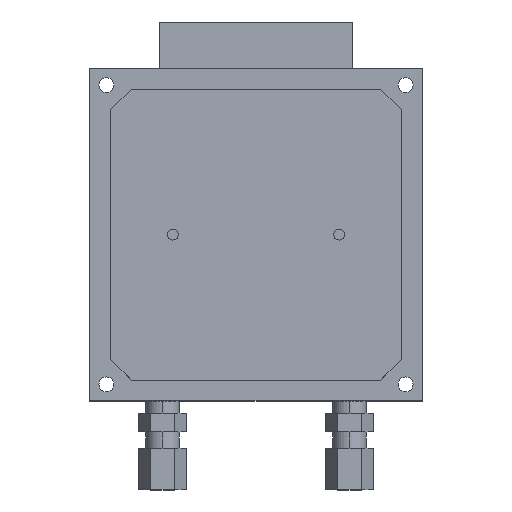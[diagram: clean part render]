
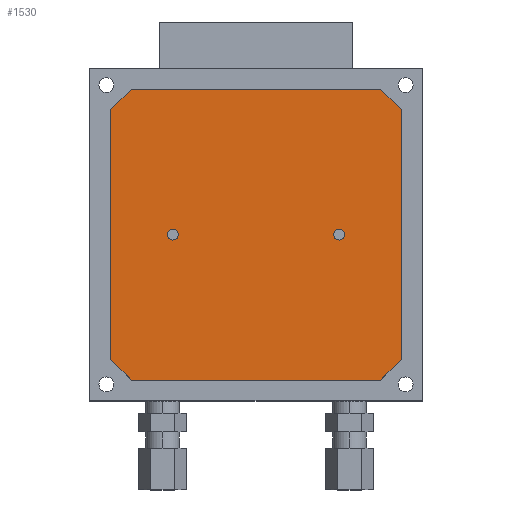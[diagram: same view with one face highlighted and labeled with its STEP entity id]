
A CAD part, top view. The second image highlights one B-rep face of the part: STEP entity #1530.
In plain terms, the highlighted planar face has unit normal (0, 0, 1).
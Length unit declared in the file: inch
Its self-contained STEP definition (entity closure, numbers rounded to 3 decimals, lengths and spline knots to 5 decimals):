
#10 = CARTESIAN_POINT ( 'NONE',  ( 39.12543, 20.21453, 1.633 ) ) ;
#42 = EDGE_CURVE ( 'NONE', #1709, #1512, #2078, .T. ) ;
#146 = VERTEX_POINT ( 'NONE', #729 ) ;
#197 = EDGE_CURVE ( 'NONE', #576, #1828, #1579, .T. ) ;
#253 = CARTESIAN_POINT ( 'NONE',  ( 35.87543, 20.46453, 1.633 ) ) ;
#304 = FACE_BOUND ( 'NONE', #466, .T. ) ;
#374 = LINE ( 'NONE', #1964, #2739 ) ;
#383 = ORIENTED_EDGE ( 'NONE', *, *, #197, .F. ) ;
#392 = DIRECTION ( 'NONE',  ( 1., 0., 0. ) ) ;
#432 = ORIENTED_EDGE ( 'NONE', *, *, #2091, .F. ) ;
#458 = ORIENTED_EDGE ( 'NONE', *, *, #1949, .T. ) ;
#466 = EDGE_LOOP ( 'NONE', ( #458, #1076 ) ) ;
#506 = CIRCLE ( 'NONE', #2530, 0.065 ) ;
#556 = LINE ( 'NONE', #1172, #1179 ) ;
#576 = VERTEX_POINT ( 'NONE', #10 ) ;
#602 = CARTESIAN_POINT ( 'NONE',  ( 36.69043, 21.96453, 1.633 ) ) ;
#623 = VERTEX_POINT ( 'NONE', #2276 ) ;
#625 = EDGE_LOOP ( 'NONE', ( #432, #2868, #1710, #2326, #1199, #2399, #2749, #383 ) ) ;
#627 = LINE ( 'NONE', #1513, #2440 ) ;
#674 = LINE ( 'NONE', #852, #2961 ) ;
#729 = CARTESIAN_POINT ( 'NONE',  ( 39.37543, 23.46453, 1.633 ) ) ;
#787 = EDGE_CURVE ( 'NONE', #2420, #146, #627, .T. ) ;
#804 = DIRECTION ( 'NONE',  ( -1., 0., 0. ) ) ;
#852 = CARTESIAN_POINT ( 'NONE',  ( 39.37543, 23.46453, 1.633 ) ) ;
#988 = VECTOR ( 'NONE', #1914, 39.37008 ) ;
#1065 = DIRECTION ( 'NONE',  ( 0., 0., 1. ) ) ;
#1076 = ORIENTED_EDGE ( 'NONE', *, *, #2497, .T. ) ;
#1084 = DIRECTION ( 'NONE',  ( 1., 0., 0. ) ) ;
#1097 = CARTESIAN_POINT ( 'NONE',  ( 38.69043, 21.96453, 1.633 ) ) ;
#1110 = AXIS2_PLACEMENT_3D ( 'NONE', #1113, #2695, #1336 ) ;
#1113 = CARTESIAN_POINT ( 'NONE',  ( 36.62543, 21.96453, 1.633 ) ) ;
#1149 = ORIENTED_EDGE ( 'NONE', *, *, #2744, .T. ) ;
#1172 = CARTESIAN_POINT ( 'NONE',  ( 39.37543, 20.46453, 1.633 ) ) ;
#1179 = VECTOR ( 'NONE', #2112, 39.37008 ) ;
#1186 = CARTESIAN_POINT ( 'NONE',  ( 38.62543, 21.96453, 1.633 ) ) ;
#1195 = DIRECTION ( 'NONE',  ( 0., 1., 0. ) ) ;
#1199 = ORIENTED_EDGE ( 'NONE', *, *, #1374, .F. ) ;
#1248 = CARTESIAN_POINT ( 'NONE',  ( 35.87543, 23.46453, 1.633 ) ) ;
#1291 = AXIS2_PLACEMENT_3D ( 'NONE', #2887, #1065, #392 ) ;
#1301 = DIRECTION ( 'NONE',  ( 0.707, 0.707, 0. ) ) ;
#1336 = DIRECTION ( 'NONE',  ( -1., 0., 0. ) ) ;
#1355 = VECTOR ( 'NONE', #1301, 39.37008 ) ;
#1374 = EDGE_CURVE ( 'NONE', #2203, #623, #2618, .T. ) ;
#1387 = CIRCLE ( 'NONE', #1666, 0.065 ) ;
#1401 = VERTEX_POINT ( 'NONE', #1804 ) ;
#1410 = DIRECTION ( 'NONE',  ( -1., 0., 0. ) ) ;
#1439 = EDGE_CURVE ( 'NONE', #146, #2438, #674, .T. ) ;
#1475 = CARTESIAN_POINT ( 'NONE',  ( 36.62543, 21.96453, 1.633 ) ) ;
#1489 = DIRECTION ( 'NONE',  ( 0., -1., 0. ) ) ;
#1501 = EDGE_CURVE ( 'NONE', #623, #2420, #374, .T. ) ;
#1512 = VERTEX_POINT ( 'NONE', #1097 ) ;
#1513 = CARTESIAN_POINT ( 'NONE',  ( 39.12543, 23.71453, 1.633 ) ) ;
#1530 = ADVANCED_FACE ( 'NONE', ( #2811, #304, #2116 ), #2189, .T. ) ;
#1579 = LINE ( 'NONE', #2552, #988 ) ;
#1666 = AXIS2_PLACEMENT_3D ( 'NONE', #1475, #2793, #804 ) ;
#1709 = VERTEX_POINT ( 'NONE', #2448 ) ;
#1710 = ORIENTED_EDGE ( 'NONE', *, *, #787, .F. ) ;
#1752 = CIRCLE ( 'NONE', #1110, 0.065 ) ;
#1792 = LINE ( 'NONE', #2523, #2402 ) ;
#1804 = CARTESIAN_POINT ( 'NONE',  ( 36.56043, 21.96453, 1.633 ) ) ;
#1828 = VERTEX_POINT ( 'NONE', #2013 ) ;
#1914 = DIRECTION ( 'NONE',  ( -1., 0., 0. ) ) ;
#1949 = EDGE_CURVE ( 'NONE', #1401, #2385, #1387, .T. ) ;
#1964 = CARTESIAN_POINT ( 'NONE',  ( 36.12543, 23.71453, 1.633 ) ) ;
#2013 = CARTESIAN_POINT ( 'NONE',  ( 36.12543, 20.21453, 1.633 ) ) ;
#2061 = DIRECTION ( 'NONE',  ( -0.707, 0.707, 0. ) ) ;
#2078 = CIRCLE ( 'NONE', #2783, 0.065 ) ;
#2091 = EDGE_CURVE ( 'NONE', #2438, #576, #556, .T. ) ;
#2112 = DIRECTION ( 'NONE',  ( -0.707, -0.707, 0. ) ) ;
#2116 = FACE_BOUND ( 'NONE', #2823, .T. ) ;
#2189 = PLANE ( 'NONE',  #1291 ) ;
#2203 = VERTEX_POINT ( 'NONE', #1248 ) ;
#2267 = CARTESIAN_POINT ( 'NONE',  ( 35.87543, 23.46453, 1.633 ) ) ;
#2276 = CARTESIAN_POINT ( 'NONE',  ( 36.12543, 23.71453, 1.633 ) ) ;
#2307 = CARTESIAN_POINT ( 'NONE',  ( 38.62543, 21.96453, 1.633 ) ) ;
#2326 = ORIENTED_EDGE ( 'NONE', *, *, #1501, .F. ) ;
#2371 = DIRECTION ( 'NONE',  ( 0., 0., -1. ) ) ;
#2384 = DIRECTION ( 'NONE',  ( 0.707, -0.707, 0. ) ) ;
#2385 = VERTEX_POINT ( 'NONE', #602 ) ;
#2399 = ORIENTED_EDGE ( 'NONE', *, *, #2782, .F. ) ;
#2402 = VECTOR ( 'NONE', #2061, 39.37008 ) ;
#2420 = VERTEX_POINT ( 'NONE', #2422 ) ;
#2422 = CARTESIAN_POINT ( 'NONE',  ( 39.12543, 23.71453, 1.633 ) ) ;
#2438 = VERTEX_POINT ( 'NONE', #2446 ) ;
#2440 = VECTOR ( 'NONE', #2384, 39.37008 ) ;
#2445 = VECTOR ( 'NONE', #1195, 39.37008 ) ;
#2446 = CARTESIAN_POINT ( 'NONE',  ( 39.37543, 20.46453, 1.633 ) ) ;
#2448 = CARTESIAN_POINT ( 'NONE',  ( 38.56043, 21.96453, 1.633 ) ) ;
#2497 = EDGE_CURVE ( 'NONE', #2385, #1401, #1752, .T. ) ;
#2499 = DIRECTION ( 'NONE',  ( -1., 0., 0. ) ) ;
#2516 = VERTEX_POINT ( 'NONE', #2931 ) ;
#2523 = CARTESIAN_POINT ( 'NONE',  ( 36.12543, 20.21453, 1.633 ) ) ;
#2530 = AXIS2_PLACEMENT_3D ( 'NONE', #1186, #2776, #1410 ) ;
#2552 = CARTESIAN_POINT ( 'NONE',  ( 39.12543, 20.21453, 1.633 ) ) ;
#2618 = LINE ( 'NONE', #2267, #1355 ) ;
#2695 = DIRECTION ( 'NONE',  ( 0., 0., -1. ) ) ;
#2708 = EDGE_CURVE ( 'NONE', #1828, #2516, #1792, .T. ) ;
#2739 = VECTOR ( 'NONE', #1084, 39.37008 ) ;
#2744 = EDGE_CURVE ( 'NONE', #1512, #1709, #506, .T. ) ;
#2749 = ORIENTED_EDGE ( 'NONE', *, *, #2708, .F. ) ;
#2776 = DIRECTION ( 'NONE',  ( 0., 0., -1. ) ) ;
#2782 = EDGE_CURVE ( 'NONE', #2516, #2203, #2801, .T. ) ;
#2783 = AXIS2_PLACEMENT_3D ( 'NONE', #2307, #2371, #2499 ) ;
#2793 = DIRECTION ( 'NONE',  ( 0., 0., -1. ) ) ;
#2801 = LINE ( 'NONE', #253, #2445 ) ;
#2811 = FACE_OUTER_BOUND ( 'NONE', #625, .T. ) ;
#2823 = EDGE_LOOP ( 'NONE', ( #2893, #1149 ) ) ;
#2868 = ORIENTED_EDGE ( 'NONE', *, *, #1439, .F. ) ;
#2887 = CARTESIAN_POINT ( 'NONE',  ( 39.12543, 23.71453, 1.633 ) ) ;
#2893 = ORIENTED_EDGE ( 'NONE', *, *, #42, .T. ) ;
#2931 = CARTESIAN_POINT ( 'NONE',  ( 35.87543, 20.46453, 1.633 ) ) ;
#2961 = VECTOR ( 'NONE', #1489, 39.37008 ) ;
